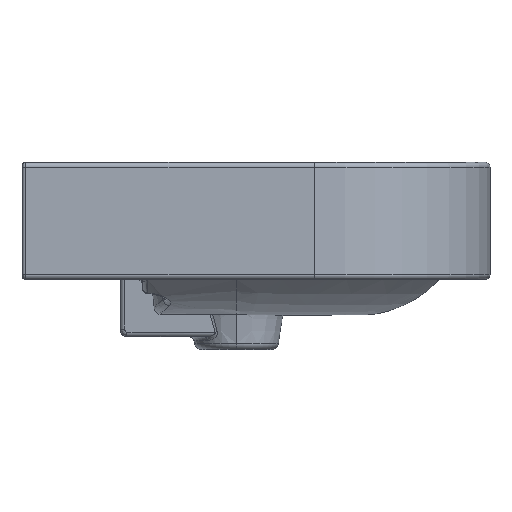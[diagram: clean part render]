
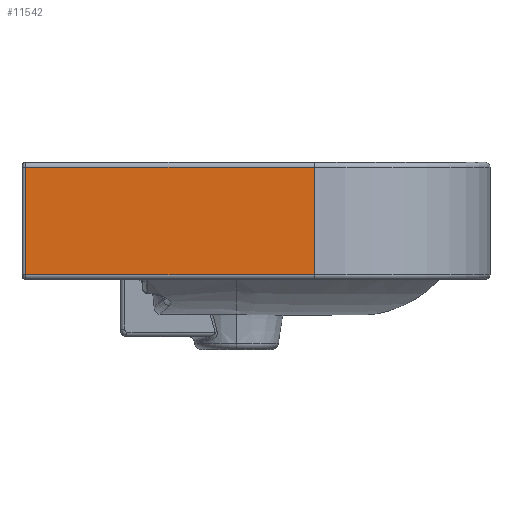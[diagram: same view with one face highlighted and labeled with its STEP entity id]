
A CAD part, left-side view. The second image highlights one B-rep face of the part: STEP entity #11542.
In plain terms, the highlighted planar face has unit normal (-1, 0, 0).
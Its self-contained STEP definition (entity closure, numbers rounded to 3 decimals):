
#1615=DIRECTION('',(0.,0.,-1.));
#1616=VECTOR('',#1615,92.);
#1617=CARTESIAN_POINT('',(170.001,712.616,-4.));
#1618=LINE('',#1617,#1616);
#1724=DIRECTION('',(0.,-1.,0.));
#1725=VECTOR('',#1724,247.);
#1726=CARTESIAN_POINT('',(170.001,712.616,-96.));
#1727=LINE('',#1726,#1725);
#1736=DIRECTION('',(0.,0.,1.));
#1737=VECTOR('',#1736,92.);
#1738=CARTESIAN_POINT('',(170.001,465.616,-96.));
#1739=LINE('',#1738,#1737);
#1786=DIRECTION('',(0.,1.,0.));
#1787=VECTOR('',#1786,247.);
#1788=CARTESIAN_POINT('',(170.001,465.616,-4.));
#1789=LINE('',#1788,#1787);
#6968=CARTESIAN_POINT('',(170.001,465.616,-96.));
#6970=VERTEX_POINT('',#6968);
#6971=CARTESIAN_POINT('',(170.001,712.616,-96.));
#6973=VERTEX_POINT('',#6971);
#7540=CARTESIAN_POINT('',(170.001,712.616,-4.));
#7541=VERTEX_POINT('',#7540);
#7542=CARTESIAN_POINT('',(170.001,465.616,-4.));
#7543=VERTEX_POINT('',#7542);
#11529=CARTESIAN_POINT('',(170.001,589.116,-50.));
#11530=DIRECTION('',(1.,0.,0.));
#11531=DIRECTION('',(0.,0.,-1.));
#11532=AXIS2_PLACEMENT_3D('',#11529,#11530,#11531);
#11533=PLANE('',#11532);
#11535=ORIENTED_EDGE('',*,*,#11534,.F.);
#11536=ORIENTED_EDGE('',*,*,#11522,.F.);
#11537=ORIENTED_EDGE('',*,*,#11285,.F.);
#11539=ORIENTED_EDGE('',*,*,#11538,.F.);
#11540=EDGE_LOOP('',(#11535,#11536,#11537,#11539));
#11541=FACE_OUTER_BOUND('',#11540,.F.);
#11542=ADVANCED_FACE('',(#11541),#11533,.F.);
#11285=EDGE_CURVE('',#7541,#6973,#1618,.T.);
#11522=EDGE_CURVE('',#6973,#6970,#1727,.T.);
#11534=EDGE_CURVE('',#6970,#7543,#1739,.T.);
#11538=EDGE_CURVE('',#7543,#7541,#1789,.T.);
